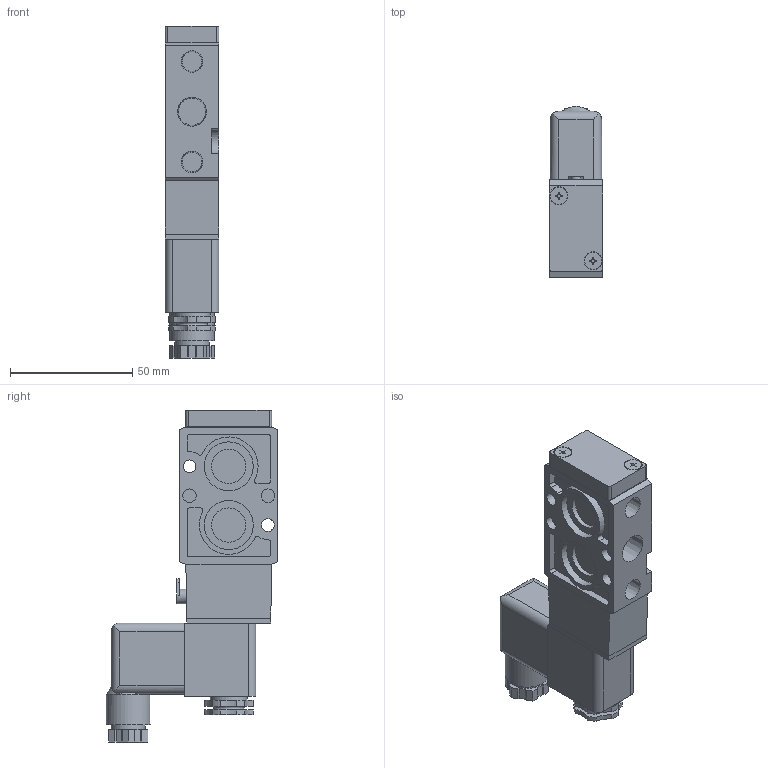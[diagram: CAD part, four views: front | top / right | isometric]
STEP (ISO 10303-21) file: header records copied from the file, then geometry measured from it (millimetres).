
FILE_DESCRIPTION(/* description */ ('STEP AP214'),/* implementation_level */ '2;1');
FILE_NAME(/* name */ 'MVSN-220-4E1-8A-AC220',/* time_stamp */ '2023-01-04T09:18:45+01:00',/* author */ ('License CC BY-ND 4.0'),/* organization */ ('CADENAS'),/* preprocessor_version */ 'ST-DEVELOPER v18.102',/* originating_system */ 'PARTsolutions',/* authorisation */ ' ');
FILE_SCHEMA (('AUTOMOTIVE_DESIGN {1 0 10303 214 3 1 1}'));
Length unit declared in the file: millimetre
Products named in the file (1): MVSN-220-4E1-8A-AC220
Bounding box: 22 x 70 x 135.6 mm (x, y, z)
Volume: 106534.4 mm3; surface area: 24122.5 mm2
Topology: 1 solids, 1 shells, 243 faces, 622 edges, 411 vertices
Faces by surface type: plane 152, cylinder 86, cone 4, torus 1
Full cylindrical faces by diameter (mm): 2.5 x1, 5.2 x2, 5.5 x2, 6 x1, 7 x2, 7.4 x2, 8 x1, 10 x1, 14 x3, 15 x1, 18 x1, 20 x2
Entity records: 7293 total; most frequent: DIRECTION 1273, CARTESIAN_POINT 1271, ORIENTED_EDGE 1192, EDGE_CURVE 596, AXIS2_PLACEMENT_3D 436, VERTEX_POINT 408, LINE 401, VECTOR 401
